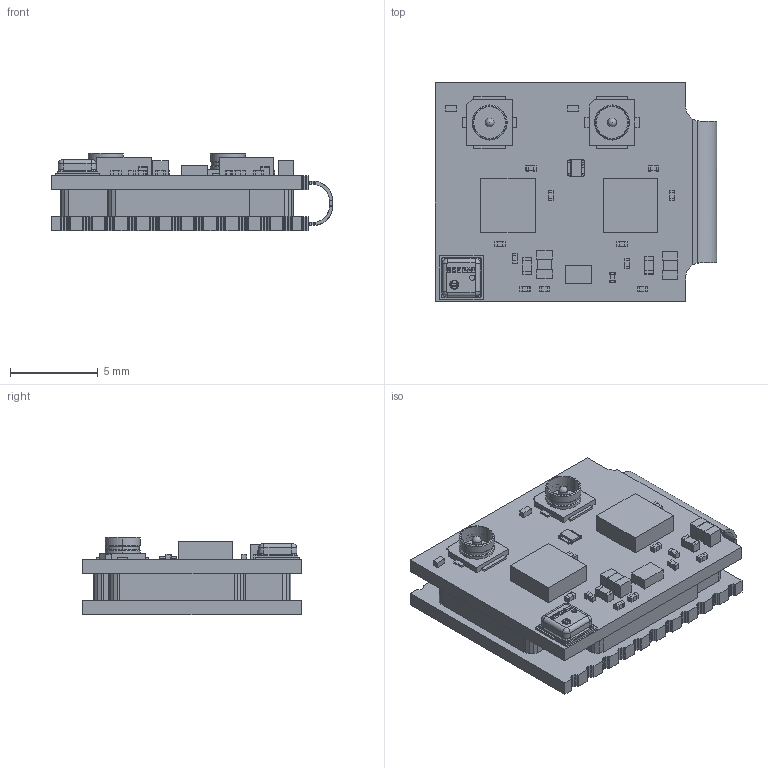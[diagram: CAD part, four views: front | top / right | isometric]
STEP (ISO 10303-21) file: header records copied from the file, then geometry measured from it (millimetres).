
FILE_DESCRIPTION(('Open CASCADE Model'),'2;1');
FILE_NAME('Open CASCADE Shape Model','2019-07-02T17:04:52',('Author'),( 'Open CASCADE'),'Open CASCADE STEP processor 6.8','Open CASCADE 6.8' ,'Unknown');
FILE_SCHEMA(('AUTOMOTIVE_DESIGN { 1 0 10303 214 1 1 1 1 }'));
Length unit declared in the file: millimetre
Products named in the file (48): PCB; Board; Open CASCADE STEP translator 6.8 1.1.1; Open CASCADE STEP translator 6.8 1.1.2; Open CASCADE STEP translator 6.8 1.1.3; Open CASCADE STEP translator 6.8 1.1.4; Open CASCADE STEP translator 6.8 1.1.5; Open CASCADE STEP translator 6.8 1.1.6; Open CASCADE STEP translator 6.8 1.1.7; U5; 4525340640; Extruded; U4; C28; User_Library-SMD_CAPACITOR_(2); C30; C27; C47B; C41B; User_Library-SMD_CAPACITOR_(1); I4B; SW3DPS-CAPACITOR_0603-DEFAULT; C38B; J1B; User_Library-0734120110_-_Molex_-_UMC_Antenna_Connector_SMT; D2B; 6688908496; U7; User_Library-Bosch_BME280; D2A; J1A; C38A; D3; SMLP34; I4A; C41A; C47A; C25; C29; C26 ...
Assembly tree (63 placements, depth 4):
  PCB
    Board
      Open CASCADE STEP translator 6.8 1.1.1
      Open CASCADE STEP translator 6.8 1.1.2
      Open CASCADE STEP translator 6.8 1.1.3
      Open CASCADE STEP translator 6.8 1.1.4
      Open CASCADE STEP translator 6.8 1.1.5
      Open CASCADE STEP translator 6.8 1.1.6
      Open CASCADE STEP translator 6.8 1.1.7
    U5
      4525340640
        Extruded
    U4
      4525340640
        Extruded
    C28
      User_Library-SMD_CAPACITOR_(2)
    C30
      User_Library-SMD_CAPACITOR_(2)
    C27
      User_Library-SMD_CAPACITOR_(2)
    C47B
      User_Library-SMD_CAPACITOR_(2)
    C41B
      User_Library-SMD_CAPACITOR_(1)
    I4B
      SW3DPS-CAPACITOR_0603-DEFAULT
    C38B
      User_Library-SMD_CAPACITOR_(2)
    J1B
      User_Library-0734120110_-_Molex_-_UMC_Antenna_Connector_SMT
    D2B
      6688908496
        Extruded
    U7
      User_Library-Bosch_BME280
    D2A
      6688908496
        Extruded
    J1A
      User_Library-0734120110_-_Molex_-_UMC_Antenna_Connector_SMT
    C38A
      User_Library-SMD_CAPACITOR_(2)
    D3
      SMLP34
    I4A
      SW3DPS-CAPACITOR_0603-DEFAULT
    C41A
      User_Library-SMD_CAPACITOR_(1)
    C47A
      User_Library-SMD_CAPACITOR_(2)
    C25
      User_Library-SMD_CAPACITOR_(2)
    C29
      User_Library-SMD_CAPACITOR_(2)
    C26
      User_Library-SMD_CAPACITOR_(2)
    C13
      User_Library-SMD_CAPACITOR_(2)
    U3
Bounding box: 16.06 x 12.5 x 4.44 mm (x, y, z)
Volume: 607.4 mm3; surface area: 1456.5 mm2
Topology: 40 solids, 40 shells, 1463 faces, 3710 edges, 2280 vertices
Faces by surface type: plane 960, cylinder 306, sphere 114, bspline 59, cone 16, torus 4, revolution 4
Entity records: 32229 total; most frequent: CARTESIAN_POINT 7072, ORIENTED_EDGE 4790, DIRECTION 4296, EDGE_CURVE 2395, LINE 2028, VECTOR 2028, VERTEX_POINT 1574, AXIS2_PLACEMENT_3D 1132
